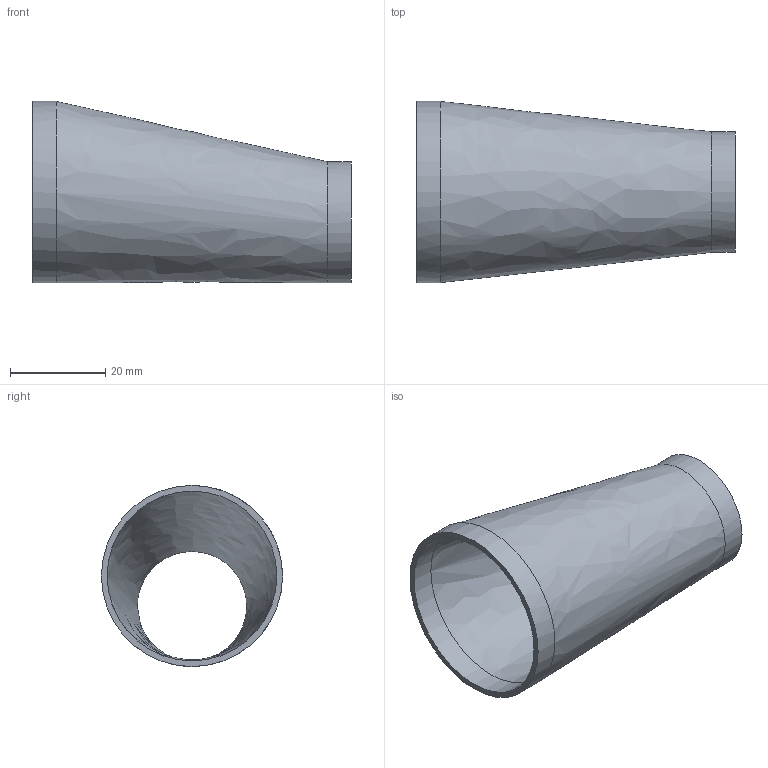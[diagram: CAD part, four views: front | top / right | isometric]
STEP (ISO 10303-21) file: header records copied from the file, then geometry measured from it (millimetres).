
FILE_DESCRIPTION(/* description */ (''),/* implementation_level */ '2;1');
FILE_NAME(/* name */ 'T14 15×10.stp',/* time_stamp */ '2022-04-12T11:36:18+09:00',/* author */ ('3dcad-eng'),/* organization */ (''),/* preprocessor_version */ 'ST-DEVELOPER v18.1',/* originating_system */ 'Autodesk Inventor 2022',/* authorisation */ '');
FILE_SCHEMA (('AUTOMOTIVE_DESIGN { 1 0 10303 214 3 1 1 }'));
Length unit declared in the file: millimetre
Products named in the file (1): T14 15×10
Bounding box: 67 x 38.1 x 38.1 mm (x, y, z)
Volume: 7716.3 mm3; surface area: 13191.8 mm2
Topology: 1 solids, 1 shells, 8 faces, 22 edges, 16 vertices
Faces by surface type: cylinder 4, bspline 2, plane 2
Full cylindrical faces by diameter (mm): 23 x1, 25.4 x1, 35.7 x1, 38.1 x1
Entity records: 343 total; most frequent: CARTESIAN_POINT 83, DIRECTION 50, ORIENTED_EDGE 44, AXIS2_PLACEMENT_3D 23, EDGE_CURVE 22, CIRCLE 16, VERTEX_POINT 16, EDGE_LOOP 10
